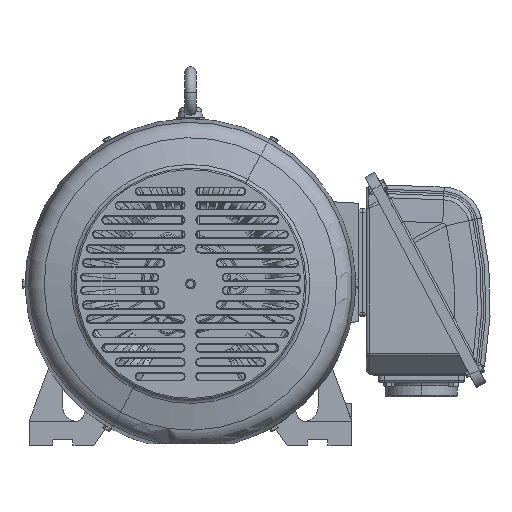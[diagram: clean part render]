
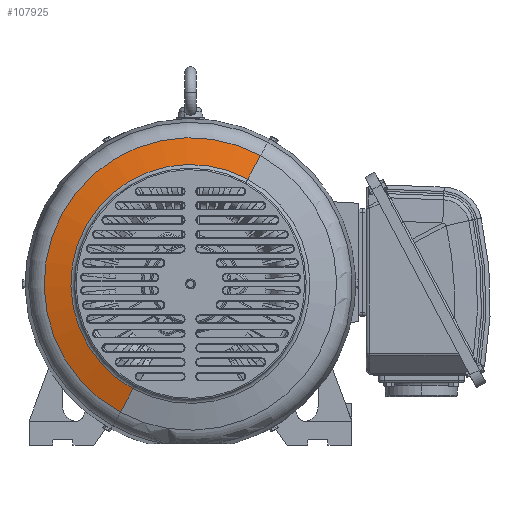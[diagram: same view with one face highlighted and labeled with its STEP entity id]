
A CAD part, front view. The second image highlights one B-rep face of the part: STEP entity #107925.
In plain terms, the highlighted conical face has half-angle 75 degrees and reference radius 166.688 mm.
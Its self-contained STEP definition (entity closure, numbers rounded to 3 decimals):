
#107808=CARTESIAN_POINT('Vertex',(97.792,-362.222,179.006)) ;
#107815=CARTESIAN_POINT('Vertex',(-97.792,-362.222,-179.006)) ;
#107832=CARTESIAN_POINT('Axis2P3D Location',(0.,-362.222,0.)) ;
#107883=CARTESIAN_POINT('Axis2P3D Location',(0.,-372.213,0.)) ;
#107888=CARTESIAN_POINT('Line Origine',(88.853,-367.217,162.645)) ;
#107892=CARTESIAN_POINT('Vertex',(79.915,-372.213,146.283)) ;
#107899=CARTESIAN_POINT('Vertex',(-79.915,-372.213,-146.283)) ;
#107902=CARTESIAN_POINT('Line Origine',(-88.853,-367.217,-162.645)) ;
#107914=CARTESIAN_POINT('Axis2P3D Location',(0.,-372.213,0.)) ;
#107833=DIRECTION('Axis2P3D Direction',(-0.,1.,0.)) ;
#107884=DIRECTION('Axis2P3D Direction',(0.,1.,0.)) ;
#107885=DIRECTION('Axis2P3D XDirection',(0.479,0.,0.878)) ;
#107889=DIRECTION('Vector Direction',(0.463,0.259,0.848)) ;
#107903=DIRECTION('Vector Direction',(-0.463,0.259,-0.848)) ;
#107915=DIRECTION('Axis2P3D Direction',(-0.,1.,0.)) ;
#107834=AXIS2_PLACEMENT_3D('Circle Axis2P3D',#107832,#107833,$) ;
#107886=AXIS2_PLACEMENT_3D('Cone Axis2P3D',#107883,#107884,#107885) ;
#107916=AXIS2_PLACEMENT_3D('Circle Axis2P3D',#107914,#107915,$) ;
#107920=ORIENTED_EDGE('',*,*,#107836,.F.) ;
#107921=ORIENTED_EDGE('',*,*,#107906,.T.) ;
#107922=ORIENTED_EDGE('',*,*,#107918,.T.) ;
#107923=ORIENTED_EDGE('',*,*,#107894,.F.) ;
#107890=VECTOR('Line Direction',#107889,1.) ;
#107904=VECTOR('Line Direction',#107903,1.) ;
#107925=ADVANCED_FACE('31407C309.1',(#107924),#107887,.T.) ;
#107835=CIRCLE('generated circle',#107834,203.977) ;
#107917=CIRCLE('generated circle',#107916,166.688) ;
#107887=CONICAL_SURFACE('Cone',#107886,166.688,1.309) ;
#107836=EDGE_CURVE('',#107816,#107809,#107835,.T.) ;
#107894=EDGE_CURVE('',#107809,#107893,#107891,.F.) ;
#107906=EDGE_CURVE('',#107816,#107900,#107905,.F.) ;
#107918=EDGE_CURVE('',#107900,#107893,#107917,.T.) ;
#107919=EDGE_LOOP('',(#107920,#107921,#107922,#107923)) ;
#107924=FACE_OUTER_BOUND('',#107919,.T.) ;
#107891=LINE('Line',#107888,#107890) ;
#107905=LINE('Line',#107902,#107904) ;
#107809=VERTEX_POINT('',#107808) ;
#107816=VERTEX_POINT('',#107815) ;
#107893=VERTEX_POINT('',#107892) ;
#107900=VERTEX_POINT('',#107899) ;
